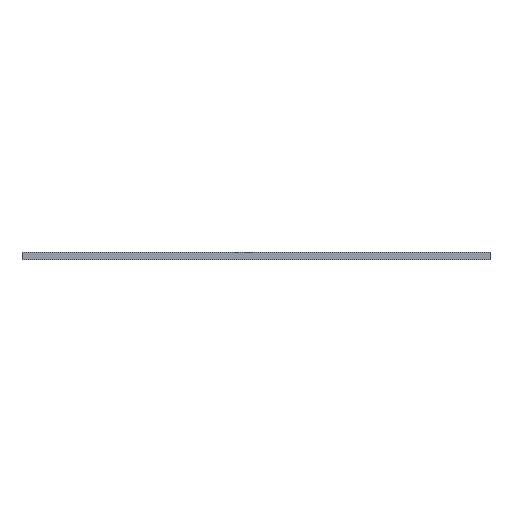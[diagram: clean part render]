
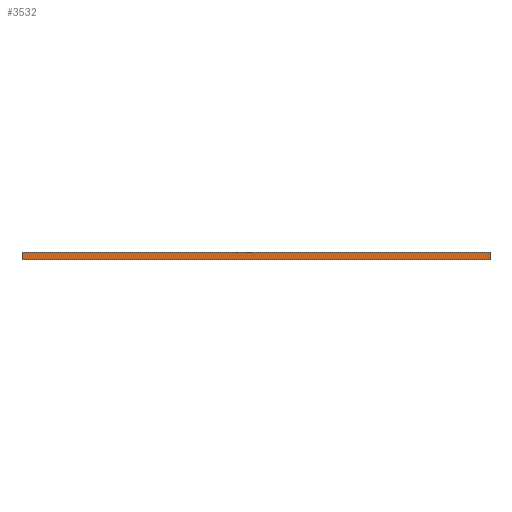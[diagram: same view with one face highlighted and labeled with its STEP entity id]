
A CAD part, left-side view. The second image highlights one B-rep face of the part: STEP entity #3532.
In plain terms, the highlighted planar face has unit normal (-1, 0, 0).
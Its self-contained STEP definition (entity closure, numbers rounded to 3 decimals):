
#290=FACE_OUTER_BOUND('',#457,.T.);
#457=EDGE_LOOP('',(#2886,#2887,#2888,#2889));
#952=LINE('',#5605,#1403);
#953=LINE('',#5608,#1404);
#954=LINE('',#5610,#1405);
#955=LINE('',#5611,#1406);
#1403=VECTOR('',#4610,10.);
#1404=VECTOR('',#4613,10.);
#1405=VECTOR('',#4614,10.);
#1406=VECTOR('',#4615,10.);
#1735=VERTEX_POINT('',#5601);
#1736=VERTEX_POINT('',#5603);
#1737=VERTEX_POINT('',#5607);
#1738=VERTEX_POINT('',#5609);
#2228=EDGE_CURVE('',#1735,#1736,#952,.T.);
#2229=EDGE_CURVE('',#1737,#1735,#953,.T.);
#2230=EDGE_CURVE('',#1738,#1736,#954,.T.);
#2231=EDGE_CURVE('',#1737,#1738,#955,.T.);
#2886=ORIENTED_EDGE('',*,*,#2229,.T.);
#2887=ORIENTED_EDGE('',*,*,#2228,.T.);
#2888=ORIENTED_EDGE('',*,*,#2230,.F.);
#2889=ORIENTED_EDGE('',*,*,#2231,.F.);
#3365=PLANE('',#3745);
#3532=ADVANCED_FACE('',(#290),#3365,.T.);
#3745=AXIS2_PLACEMENT_3D('',#5606,#4611,#4612);
#4610=DIRECTION('',(0.,0.,-1.));
#4611=DIRECTION('center_axis',(-1.,0.,0.));
#4612=DIRECTION('ref_axis',(0.,1.,0.));
#4613=DIRECTION('',(0.,1.,0.));
#4614=DIRECTION('',(0.,1.,0.));
#4615=DIRECTION('',(0.,0.,-1.));
#5601=CARTESIAN_POINT('',(-11.831,117.524,0.));
#5603=CARTESIAN_POINT('',(-11.831,117.524,-3.));
#5605=CARTESIAN_POINT('',(-11.831,117.524,0.));
#5606=CARTESIAN_POINT('Origin',(-11.831,-72.476,0.));
#5607=CARTESIAN_POINT('',(-11.831,-72.476,0.));
#5608=CARTESIAN_POINT('',(-11.831,-72.476,0.));
#5609=CARTESIAN_POINT('',(-11.831,-72.476,-3.));
#5610=CARTESIAN_POINT('',(-11.831,-72.476,-3.));
#5611=CARTESIAN_POINT('',(-11.831,-72.476,0.));
